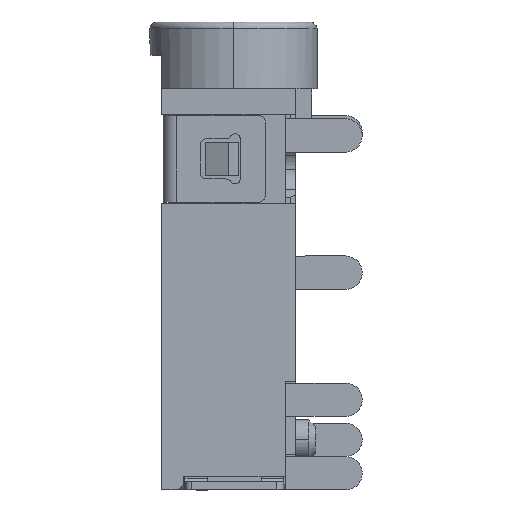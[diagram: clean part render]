
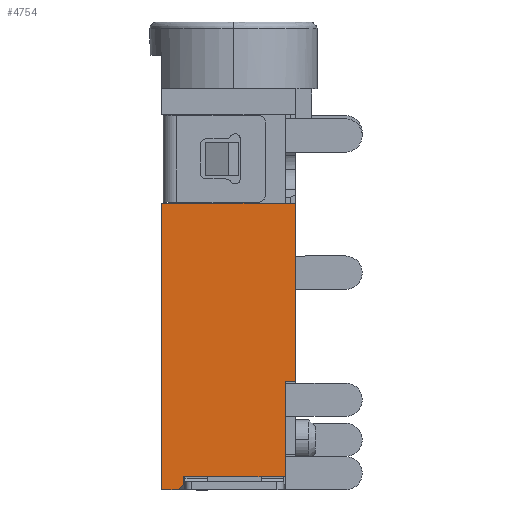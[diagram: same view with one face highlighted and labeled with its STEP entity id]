
A CAD part, left-side view. The second image highlights one B-rep face of the part: STEP entity #4754.
In plain terms, the highlighted planar face has unit normal (-1, 0, 0).
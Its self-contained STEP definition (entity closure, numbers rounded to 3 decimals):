
#720 = VECTOR ( 'NONE', #8791, 1000. ) ;
#1563 = VECTOR ( 'NONE', #9486, 1000. ) ;
#2957 = CARTESIAN_POINT ( 'NONE',  ( -3.15, -2., 12. ) ) ;
#3104 = CARTESIAN_POINT ( 'NONE',  ( -3.15, 1.35, 0.4 ) ) ;
#3471 = PLANE ( 'NONE',  #10637 ) ;
#3901 = ORIENTED_EDGE ( 'NONE', *, *, #9273, .T. ) ;
#3994 = VERTEX_POINT ( 'NONE', #13892 ) ;
#4021 = LINE ( 'NONE', #4926, #5179 ) ;
#4305 = CARTESIAN_POINT ( 'NONE',  ( -3.15, 1.5, 0. ) ) ;
#4375 = CARTESIAN_POINT ( 'NONE',  ( -3.15, 2., 3.25 ) ) ;
#4642 = VECTOR ( 'NONE', #18645, 1000. ) ;
#4754 = ADVANCED_FACE ( 'NONE', ( #10090 ), #3471, .F. ) ;
#4926 = CARTESIAN_POINT ( 'NONE',  ( -3.15, -2., 0. ) ) ;
#5179 = VECTOR ( 'NONE', #12266, 1000. ) ;
#5221 = EDGE_CURVE ( 'NONE', #6392, #11956, #10792, .T. ) ;
#5294 = VECTOR ( 'NONE', #14052, 1000. ) ;
#5305 = VERTEX_POINT ( 'NONE', #9813 ) ;
#5321 = EDGE_CURVE ( 'NONE', #16050, #16643, #9612, .T. ) ;
#5781 = EDGE_CURVE ( 'NONE', #5305, #16643, #17837, .T. ) ;
#6128 = EDGE_CURVE ( 'NONE', #11956, #3994, #17818, .T. ) ;
#6183 = LINE ( 'NONE', #8202, #5294 ) ;
#6392 = VERTEX_POINT ( 'NONE', #11838 ) ;
#6869 = CARTESIAN_POINT ( 'NONE',  ( -3.15, 1.35, 3.1 ) ) ;
#7621 = VERTEX_POINT ( 'NONE', #7702 ) ;
#7702 = CARTESIAN_POINT ( 'NONE',  ( -3.15, 2., 0. ) ) ;
#7940 = DIRECTION ( 'NONE',  ( 1., 0., 0. ) ) ;
#7953 = VECTOR ( 'NONE', #14678, 1000. ) ;
#8202 = CARTESIAN_POINT ( 'NONE',  ( -3.15, 2., 12. ) ) ;
#8229 = LINE ( 'NONE', #4375, #12166 ) ;
#8457 = CARTESIAN_POINT ( 'NONE',  ( -3.15, 1.35, 0.15 ) ) ;
#8458 = ORIENTED_EDGE ( 'NONE', *, *, #16540, .F. ) ;
#8645 = VECTOR ( 'NONE', #13896, 1000. ) ;
#8791 = DIRECTION ( 'NONE',  ( 0., 0., -1. ) ) ;
#8994 = CARTESIAN_POINT ( 'NONE',  ( -3.15, -2., 8.58 ) ) ;
#9209 = CARTESIAN_POINT ( 'NONE',  ( -3.15, 1.35, 0.15 ) ) ;
#9273 = EDGE_CURVE ( 'NONE', #6392, #7621, #6183, .T. ) ;
#9486 = DIRECTION ( 'NONE',  ( 0., -1., 0. ) ) ;
#9489 = LINE ( 'NONE', #8457, #4642 ) ;
#9564 = CARTESIAN_POINT ( 'NONE',  ( -3.15, 2., 12. ) ) ;
#9612 = LINE ( 'NONE', #6869, #10539 ) ;
#9684 = CARTESIAN_POINT ( 'NONE',  ( -3.15, 2., 8.58 ) ) ;
#9813 = CARTESIAN_POINT ( 'NONE',  ( -3.15, -1.7, 0.4 ) ) ;
#9873 = DIRECTION ( 'NONE',  ( 0., 0., 1. ) ) ;
#10051 = EDGE_CURVE ( 'NONE', #3994, #14045, #8229, .T. ) ;
#10090 = FACE_OUTER_BOUND ( 'NONE', #14960, .T. ) ;
#10438 = DIRECTION ( 'NONE',  ( 0., 1., 0. ) ) ;
#10539 = VECTOR ( 'NONE', #9873, 1000. ) ;
#10637 = AXIS2_PLACEMENT_3D ( 'NONE', #9564, #7940, #13932 ) ;
#10792 = LINE ( 'NONE', #9684, #1563 ) ;
#11182 = ORIENTED_EDGE ( 'NONE', *, *, #14287, .F. ) ;
#11838 = CARTESIAN_POINT ( 'NONE',  ( -3.15, 2., 8.58 ) ) ;
#11956 = VERTEX_POINT ( 'NONE', #8994 ) ;
#12166 = VECTOR ( 'NONE', #10438, 1000. ) ;
#12266 = DIRECTION ( 'NONE',  ( 0., -1., 0. ) ) ;
#12830 = EDGE_CURVE ( 'NONE', #7621, #13351, #4021, .T. ) ;
#13117 = ORIENTED_EDGE ( 'NONE', *, *, #12830, .T. ) ;
#13339 = ORIENTED_EDGE ( 'NONE', *, *, #10051, .F. ) ;
#13351 = VERTEX_POINT ( 'NONE', #4305 ) ;
#13810 = CARTESIAN_POINT ( 'NONE',  ( -3.15, -1.7, 3.25 ) ) ;
#13892 = CARTESIAN_POINT ( 'NONE',  ( -3.15, -2., 3.25 ) ) ;
#13896 = DIRECTION ( 'NONE',  ( 0., 1., 0. ) ) ;
#13932 = DIRECTION ( 'NONE',  ( 0., 0., -1. ) ) ;
#14045 = VERTEX_POINT ( 'NONE', #13810 ) ;
#14052 = DIRECTION ( 'NONE',  ( 0., 0., -1. ) ) ;
#14287 = EDGE_CURVE ( 'NONE', #16050, #13351, #9489, .T. ) ;
#14678 = DIRECTION ( 'NONE',  ( 0., 0., -1. ) ) ;
#14960 = EDGE_LOOP ( 'NONE', ( #11182, #15685, #18606, #8458, #13339, #17877, #15294, #3901, #13117 ) ) ;
#15294 = ORIENTED_EDGE ( 'NONE', *, *, #5221, .F. ) ;
#15685 = ORIENTED_EDGE ( 'NONE', *, *, #5321, .T. ) ;
#16050 = VERTEX_POINT ( 'NONE', #9209 ) ;
#16317 = LINE ( 'NONE', #17592, #720 ) ;
#16540 = EDGE_CURVE ( 'NONE', #14045, #5305, #16317, .T. ) ;
#16643 = VERTEX_POINT ( 'NONE', #3104 ) ;
#16841 = CARTESIAN_POINT ( 'NONE',  ( -3.15, 2., 0.4 ) ) ;
#17592 = CARTESIAN_POINT ( 'NONE',  ( -3.15, -1.7, 12. ) ) ;
#17818 = LINE ( 'NONE', #2957, #7953 ) ;
#17837 = LINE ( 'NONE', #16841, #8645 ) ;
#17877 = ORIENTED_EDGE ( 'NONE', *, *, #6128, .F. ) ;
#18606 = ORIENTED_EDGE ( 'NONE', *, *, #5781, .F. ) ;
#18645 = DIRECTION ( 'NONE',  ( 0., 0.707, -0.707 ) ) ;
